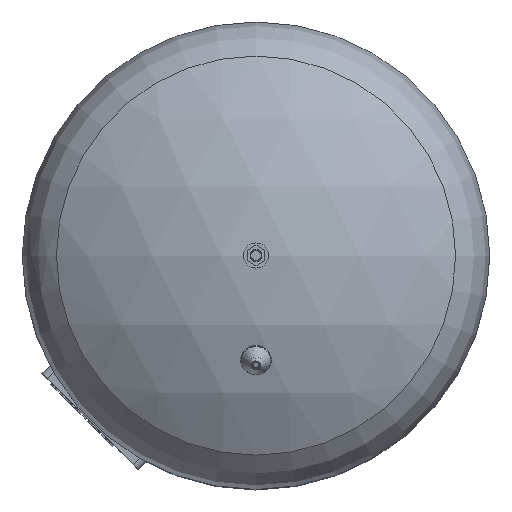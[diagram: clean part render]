
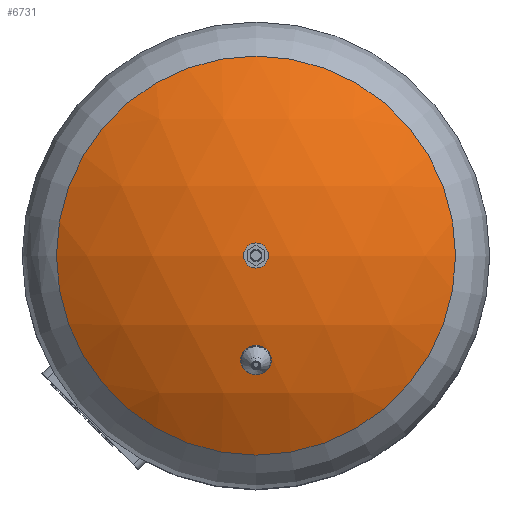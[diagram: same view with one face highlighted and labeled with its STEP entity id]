
A CAD part, top view. The second image highlights one B-rep face of the part: STEP entity #6731.
In plain terms, the highlighted spherical face has radius 509 mm.
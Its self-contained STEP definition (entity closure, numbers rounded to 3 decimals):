
#17=SPHERICAL_SURFACE($,#7369,509.);
#1722=FACE_OUTER_BOUND($,#2178,.T.);
#2178=EDGE_LOOP($,(#5416));
#2652=CIRCLE($,#7370,270.639);
#3180=VERTEX_POINT($,#10986);
#3972=EDGE_CURVE($,#3180,#3180,#2652,.T.);
#5416=ORIENTED_EDGE($,*,*,#3972,.F.);
#6731=ADVANCED_FACE($,(#1722),#17,.T.);
#7369=AXIS2_PLACEMENT_3D($,#10985,#8863,#8864);
#7370=AXIS2_PLACEMENT_3D($,#10987,#8865,#8866);
#8863=DIRECTION('center_axis',(0.,1.,0.));
#8864=DIRECTION('ref_axis',(1.,0.,0.));
#8865=DIRECTION('center_axis',(0.,0.,
-1.));
#8866=DIRECTION('ref_axis',(-1.,0.,0.));
#10985=CARTESIAN_POINT('Origin',(0.,0.,
429.));
#10986=CARTESIAN_POINT('',(-270.639,0.,860.086));
#10987=CARTESIAN_POINT('Origin',(0.,0.,
860.086));
